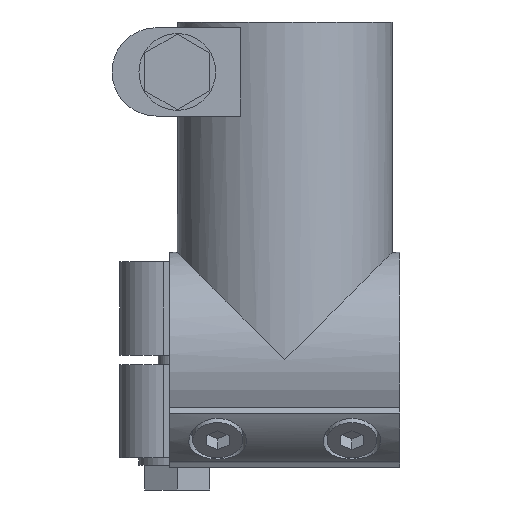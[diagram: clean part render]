
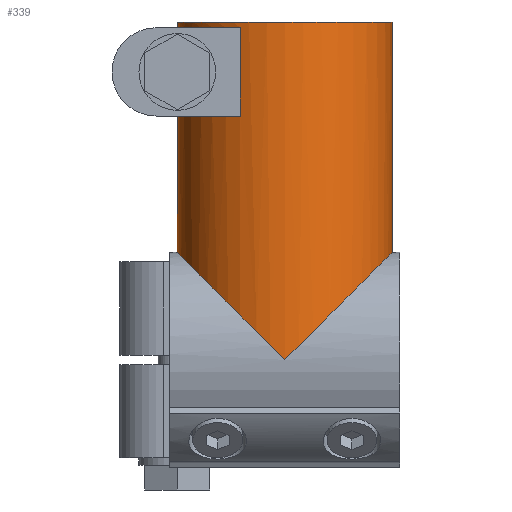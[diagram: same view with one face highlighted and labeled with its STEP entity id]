
A CAD part, left-side view. The second image highlights one B-rep face of the part: STEP entity #339.
In plain terms, the highlighted cylindrical face has radius 28 mm (diameter 56 mm), a full revolution.
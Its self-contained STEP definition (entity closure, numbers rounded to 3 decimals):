
#339 = ADVANCED_FACE( '', ( #754, #755 ), #756, .T. );
#754 = FACE_OUTER_BOUND( '', #1224, .T. );
#755 = FACE_OUTER_BOUND( '', #1225, .T. );
#756 = CYLINDRICAL_SURFACE( '', #1226, 28. );
#1224 = EDGE_LOOP( '', ( #2142, #2143, #2144 ) );
#1225 = EDGE_LOOP( '', ( #2145, #2146, #2147, #2148, #2149, #2150, #2151, #2152, #2153, #2154, #2155, #2156 ) );
#1226 = AXIS2_PLACEMENT_3D( '', #2157, #2158, #2159 );
#2142 = ORIENTED_EDGE( '', *, *, #2883, .T. );
#2143 = ORIENTED_EDGE( '', *, *, #2884, .T. );
#2144 = ORIENTED_EDGE( '', *, *, #2885, .T. );
#2145 = ORIENTED_EDGE( '', *, *, #2886, .T. );
#2146 = ORIENTED_EDGE( '', *, *, #2626, .T. );
#2147 = ORIENTED_EDGE( '', *, *, #2847, .F. );
#2148 = ORIENTED_EDGE( '', *, *, #2765, .F. );
#2149 = ORIENTED_EDGE( '', *, *, #2827, .F. );
#2150 = ORIENTED_EDGE( '', *, *, #2622, .T. );
#2151 = ORIENTED_EDGE( '', *, *, #2887, .F. );
#2152 = ORIENTED_EDGE( '', *, *, #2605, .T. );
#2153 = ORIENTED_EDGE( '', *, *, #2791, .F. );
#2154 = ORIENTED_EDGE( '', *, *, #2888, .T. );
#2155 = ORIENTED_EDGE( '', *, *, #2799, .F. );
#2156 = ORIENTED_EDGE( '', *, *, #2609, .T. );
#2157 = CARTESIAN_POINT( '', ( 0., 30., 0. ) );
#2158 = DIRECTION( '', ( 0., 0., 1. ) );
#2159 = DIRECTION( '', ( -1., 0., 0. ) );
#2605 = EDGE_CURVE( '', #3118, #3116, #3119, .F. );
#2609 = EDGE_CURVE( '', #3114, #3124, #3126, .F. );
#2622 = EDGE_CURVE( '', #3148, #3146, #3149, .T. );
#2626 = EDGE_CURVE( '', #3141, #3154, #3156, .T. );
#2765 = EDGE_CURVE( '', #3378, #3380, #3381, .F. );
#2791 = EDGE_CURVE( '', #3420, #3116, #3421, .T. );
#2799 = EDGE_CURVE( '', #3114, #3429, #3430, .T. );
#2827 = EDGE_CURVE( '', #3148, #3378, #3468, .T. );
#2847 = EDGE_CURVE( '', #3380, #3154, #3493, .T. );
#2883 = EDGE_CURVE( '', #3538, #3539, #3540, .F. );
#2884 = EDGE_CURVE( '', #3539, #3541, #3542, .T. );
#2885 = EDGE_CURVE( '', #3541, #3538, #3543, .F. );
#2886 = EDGE_CURVE( '', #3124, #3141, #3544, .T. );
#2887 = EDGE_CURVE( '', #3118, #3146, #3545, .T. );
#2888 = EDGE_CURVE( '', #3420, #3429, #3546, .F. );
#3114 = VERTEX_POINT( '', #4029 );
#3116 = VERTEX_POINT( '', #4032 );
#3118 = VERTEX_POINT( '', #4035 );
#3119 = LINE( '', #4036, #4037 );
#3124 = VERTEX_POINT( '', #4044 );
#3126 = LINE( '', #4047, #4048 );
#3141 = VERTEX_POINT( '', #4077 );
#3146 = VERTEX_POINT( '', #4084 );
#3148 = VERTEX_POINT( '', #4087 );
#3149 = LINE( '', #4088, #4089 );
#3154 = VERTEX_POINT( '', #4095 );
#3156 = LINE( '', #4098, #4099 );
#3378 = VERTEX_POINT( '', #4529 );
#3380 = VERTEX_POINT( '', #4532 );
#3381 = LINE( '', #4533, #4534 );
#3420 = VERTEX_POINT( '', #4595 );
#3421 = CIRCLE( '', #4596, 28. );
#3429 = VERTEX_POINT( '', #4608 );
#3430 = CIRCLE( '', #4609, 28. );
#3468 = CIRCLE( '', #4669, 28. );
#3493 = CIRCLE( '', #4700, 28. );
#3538 = VERTEX_POINT( '', #4757 );
#3539 = VERTEX_POINT( '', #4758 );
#3540 = ELLIPSE( '', #4759, 39.598, 28. );
#3541 = VERTEX_POINT( '', #4760 );
#3542 = ELLIPSE( '', #4761, 39.598, 28. );
#3543 = ELLIPSE( '', #4762, 39.598, 28. );
#3544 = CIRCLE( '', #4763, 28. );
#3545 = CIRCLE( '', #4764, 28. );
#3546 = LINE( '', #4765, #4766 );
#4029 = CARTESIAN_POINT( '', ( 1.25, 57.972, 86.5 ) );
#4032 = CARTESIAN_POINT( '', ( 1.25, 57.972, 63.5 ) );
#4035 = CARTESIAN_POINT( '', ( 1.25, 57.972, 38. ) );
#4036 = CARTESIAN_POINT( '', ( 1.25, 57.972, 0. ) );
#4037 = VECTOR( '', #4996, 1000. );
#4044 = CARTESIAN_POINT( '', ( 1.25, 57.972, 88. ) );
#4047 = CARTESIAN_POINT( '', ( 1.25, 57.972, 0. ) );
#4048 = VECTOR( '', #5000, 1000. );
#4077 = CARTESIAN_POINT( '', ( -1.25, 57.972, 88. ) );
#4084 = CARTESIAN_POINT( '', ( -1.25, 57.972, 38. ) );
#4087 = CARTESIAN_POINT( '', ( -1.25, 57.972, 63.5 ) );
#4088 = CARTESIAN_POINT( '', ( -1.25, 57.972, 0. ) );
#4089 = VECTOR( '', #5011, 1000. );
#4095 = CARTESIAN_POINT( '', ( -1.25, 57.972, 86.5 ) );
#4098 = CARTESIAN_POINT( '', ( -1.25, 57.972, 0. ) );
#4099 = VECTOR( '', #5017, 1000. );
#4529 = CARTESIAN_POINT( '', ( -25.5, 41.565, 63.5 ) );
#4532 = CARTESIAN_POINT( '', ( -25.5, 41.565, 86.5 ) );
#4533 = CARTESIAN_POINT( '', ( -25.5, 41.565, 0. ) );
#4534 = VECTOR( '', #5188, 1000. );
#4595 = CARTESIAN_POINT( '', ( 25.5, 41.565, 63.5 ) );
#4596 = AXIS2_PLACEMENT_3D( '', #5221, #5222, #5223 );
#4608 = CARTESIAN_POINT( '', ( 25.5, 41.565, 86.5 ) );
#4609 = AXIS2_PLACEMENT_3D( '', #5228, #5229, #5230 );
#4669 = AXIS2_PLACEMENT_3D( '', #5254, #5255, #5256 );
#4700 = AXIS2_PLACEMENT_3D( '', #5278, #5279, #5280 );
#4757 = CARTESIAN_POINT( '', ( 19.799, 10.201, 19.799 ) );
#4758 = CARTESIAN_POINT( '', ( 19.799, 49.799, 19.799 ) );
#4759 = AXIS2_PLACEMENT_3D( '', #5314, #5315, #5316 );
#4760 = CARTESIAN_POINT( '', ( -28., 30., 0. ) );
#4761 = AXIS2_PLACEMENT_3D( '', #5317, #5318, #5319 );
#4762 = AXIS2_PLACEMENT_3D( '', #5320, #5321, #5322 );
#4763 = AXIS2_PLACEMENT_3D( '', #5323, #5324, #5325 );
#4764 = AXIS2_PLACEMENT_3D( '', #5326, #5327, #5328 );
#4765 = CARTESIAN_POINT( '', ( 25.5, 41.565, 0. ) );
#4766 = VECTOR( '', #5329, 1000. );
#4996 = DIRECTION( '', ( 0., 0., -1. ) );
#5000 = DIRECTION( '', ( 0., 0., -1. ) );
#5011 = DIRECTION( '', ( 0., 0., -1. ) );
#5017 = DIRECTION( '', ( 0., 0., -1. ) );
#5188 = DIRECTION( '', ( 0., 0., -1. ) );
#5221 = CARTESIAN_POINT( '', ( 0., 30., 63.5 ) );
#5222 = DIRECTION( '', ( 0., 0., 1. ) );
#5223 = DIRECTION( '', ( 1., 0., 0. ) );
#5228 = CARTESIAN_POINT( '', ( 0., 30., 86.5 ) );
#5229 = DIRECTION( '', ( 0., 0., -1. ) );
#5230 = DIRECTION( '', ( -1., 0., 0. ) );
#5254 = CARTESIAN_POINT( '', ( 0., 30., 63.5 ) );
#5255 = DIRECTION( '', ( 0., 0., 1. ) );
#5256 = DIRECTION( '', ( 1., 0., 0. ) );
#5278 = CARTESIAN_POINT( '', ( 0., 30., 86.5 ) );
#5279 = DIRECTION( '', ( 0., 0., -1. ) );
#5280 = DIRECTION( '', ( -1., 0., 0. ) );
#5314 = CARTESIAN_POINT( '', ( 0., 30., 0. ) );
#5315 = DIRECTION( '', ( 0.707, 0., -0.707 ) );
#5316 = DIRECTION( '', ( 0.707, 0., 0.707 ) );
#5317 = CARTESIAN_POINT( '', ( 0., 30., 0. ) );
#5318 = DIRECTION( '', ( 0., -0.707, 0.707 ) );
#5319 = DIRECTION( '', ( 0., -0.707, -0.707 ) );
#5320 = CARTESIAN_POINT( '', ( 0., 30., 0. ) );
#5321 = DIRECTION( '', ( 0., -0.707, -0.707 ) );
#5322 = DIRECTION( '', ( 0., -0.707, 0.707 ) );
#5323 = CARTESIAN_POINT( '', ( 0., 30., 88. ) );
#5324 = DIRECTION( '', ( 0., 0., -1. ) );
#5325 = DIRECTION( '', ( -1., 0., 0. ) );
#5326 = CARTESIAN_POINT( '', ( 0., 30., 38. ) );
#5327 = DIRECTION( '', ( 0., 0., 1. ) );
#5328 = DIRECTION( '', ( 1., 0., 0. ) );
#5329 = DIRECTION( '', ( 0., 0., -1. ) );
